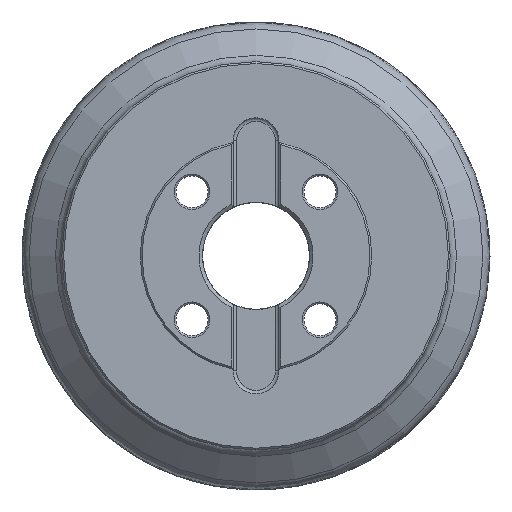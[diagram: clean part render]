
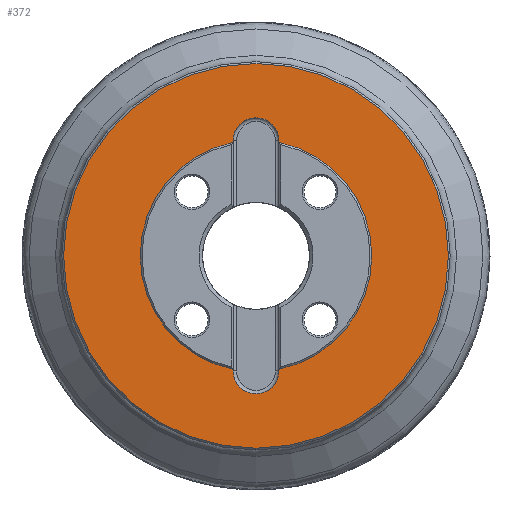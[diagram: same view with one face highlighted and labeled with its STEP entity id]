
A CAD part, top view. The second image highlights one B-rep face of the part: STEP entity #372.
In plain terms, the highlighted planar face has unit normal (0, 0, 1).
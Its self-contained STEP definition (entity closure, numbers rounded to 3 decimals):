
#284=PLANE('',#2038);
#372=ADVANCED_FACE('',(#629,#630),#284,.T.);
#448=LINE('',#2921,#490);
#453=LINE('',#2969,#495);
#460=LINE('',#2989,#502);
#466=LINE('',#3004,#508);
#490=VECTOR('',#2307,1.);
#495=VECTOR('',#2318,1.);
#502=VECTOR('',#2339,1.);
#508=VECTOR('',#2353,1.);
#629=FACE_BOUND('',#822,.T.);
#630=FACE_BOUND('',#823,.T.);
#822=EDGE_LOOP('',(#1118));
#823=EDGE_LOOP('',(#1119,#1120,#1121,#1122,#1123,#1124,#1125,#1126));
#1118=ORIENTED_EDGE('',*,*,#1501,.T.);
#1119=ORIENTED_EDGE('',*,*,#1453,.F.);
#1120=ORIENTED_EDGE('',*,*,#1502,.F.);
#1121=ORIENTED_EDGE('',*,*,#1434,.T.);
#1122=ORIENTED_EDGE('',*,*,#1470,.T.);
#1123=ORIENTED_EDGE('',*,*,#1422,.F.);
#1124=ORIENTED_EDGE('',*,*,#1499,.F.);
#1125=ORIENTED_EDGE('',*,*,#1445,.F.);
#1126=ORIENTED_EDGE('',*,*,#1468,.F.);
#1281=VERTEX_POINT('',#2920);
#1282=VERTEX_POINT('',#2922);
#1291=VERTEX_POINT('',#2968);
#1292=VERTEX_POINT('',#2970);
#1297=VERTEX_POINT('',#2988);
#1298=VERTEX_POINT('',#2990);
#1302=VERTEX_POINT('',#3003);
#1303=VERTEX_POINT('',#3005);
#1337=VERTEX_POINT('',#3132);
#1422=EDGE_CURVE('',#1281,#1282,#448,.T.);
#1434=EDGE_CURVE('',#1292,#1291,#453,.T.);
#1445=EDGE_CURVE('',#1297,#1298,#460,.T.);
#1453=EDGE_CURVE('',#1302,#1303,#466,.T.);
#1468=EDGE_CURVE('',#1303,#1297,#1578,.T.);
#1470=EDGE_CURVE('',#1291,#1282,#1580,.T.);
#1499=EDGE_CURVE('',#1298,#1281,#1609,.T.);
#1501=EDGE_CURVE('',#1337,#1337,#1611,.T.);
#1502=EDGE_CURVE('',#1292,#1302,#1612,.T.);
#1578=CIRCLE('',#1978,12.903);
#1580=CIRCLE('',#1983,12.903);
#1609=CIRCLE('',#2033,65.);
#1611=CIRCLE('',#2036,108.);
#1612=CIRCLE('',#2037,65.);
#1978=AXIS2_PLACEMENT_3D('',#3046,#2384,#2385);
#1983=AXIS2_PLACEMENT_3D('',#3051,#2394,#2395);
#2033=AXIS2_PLACEMENT_3D('',#3128,#2494,#2495);
#2036=AXIS2_PLACEMENT_3D('',#3131,#2500,#2501);
#2037=AXIS2_PLACEMENT_3D('',#3133,#2502,#2503);
#2038=AXIS2_PLACEMENT_3D('',#3134,#2504,#2505);
#2307=DIRECTION('',(0.,-1.,0.));
#2318=DIRECTION('',(0.,-1.,0.));
#2339=DIRECTION('',(0.,-1.,0.));
#2353=DIRECTION('',(0.,1.,0.));
#2384=DIRECTION('',(0.,0.,1.));
#2385=DIRECTION('',(1.,0.,0.));
#2394=DIRECTION('',(0.,0.,-1.));
#2395=DIRECTION('',(1.,0.,0.));
#2494=DIRECTION('',(0.,0.,1.));
#2495=DIRECTION('',(-1.,0.,0.));
#2500=DIRECTION('',(0.,0.,1.));
#2501=DIRECTION('',(1.,0.,0.));
#2502=DIRECTION('',(0.,0.,1.));
#2503=DIRECTION('',(-1.,0.,0.));
#2504=DIRECTION('',(0.,0.,1.));
#2505=DIRECTION('',(1.,0.,0.));
#2920=CARTESIAN_POINT('',(-12.903,-63.707,-1.));
#2921=CARTESIAN_POINT('',(-12.903,-64.598,-1.));
#2922=CARTESIAN_POINT('',(-12.903,-64.598,-1.));
#2968=CARTESIAN_POINT('',(12.903,-64.598,-1.));
#2969=CARTESIAN_POINT('',(12.903,-64.598,-1.));
#2970=CARTESIAN_POINT('',(12.903,-63.707,-1.));
#2988=CARTESIAN_POINT('',(-12.903,64.598,-1.));
#2989=CARTESIAN_POINT('',(-12.903,-64.598,-1.));
#2990=CARTESIAN_POINT('',(-12.903,63.707,-1.));
#3003=CARTESIAN_POINT('',(12.903,63.707,-1.));
#3004=CARTESIAN_POINT('',(12.903,-64.598,-1.));
#3005=CARTESIAN_POINT('',(12.903,64.598,-1.));
#3046=CARTESIAN_POINT('',(0.,64.598,-1.));
#3051=CARTESIAN_POINT('',(0.,-64.598,-1.));
#3128=CARTESIAN_POINT('',(0.,0.,-1.));
#3131=CARTESIAN_POINT('',(0.,0.,-1.));
#3132=CARTESIAN_POINT('',(108.,0.,-1.));
#3133=CARTESIAN_POINT('',(0.,0.,-1.));
#3134=CARTESIAN_POINT('',(265.,0.,-1.));
